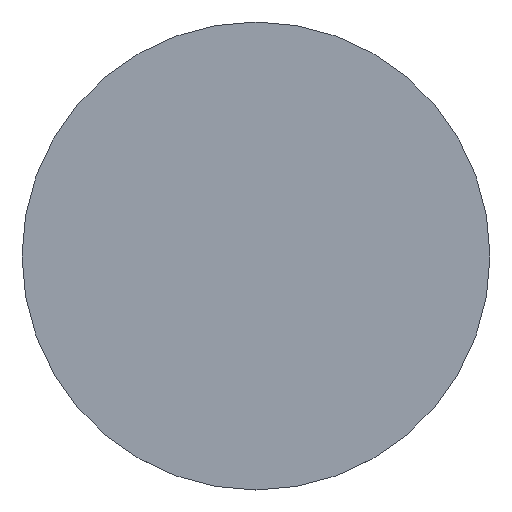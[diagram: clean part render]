
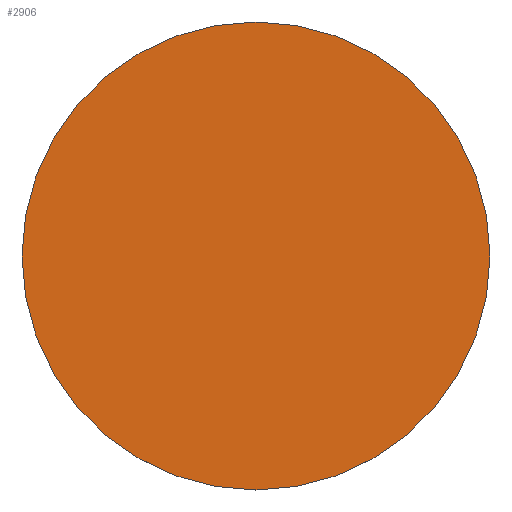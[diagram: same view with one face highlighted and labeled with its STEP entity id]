
A CAD part, top view. The second image highlights one B-rep face of the part: STEP entity #2906.
In plain terms, the highlighted planar face has unit normal (0, 0, 1).
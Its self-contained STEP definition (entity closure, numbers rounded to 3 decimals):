
#2890=CARTESIAN_POINT('',(-70.,-100.,40.799));
#2891=DIRECTION('',(0.,0.,1.));
#2892=DIRECTION('',(-1.,0.,0.));
#2893=AXIS2_PLACEMENT_3D('',#2890,#2891,#2892);
#2894=PLANE('',#2893);
#2895=CARTESIAN_POINT('',(-44.,-100.,40.799));
#2896=VERTEX_POINT('',#2895);
#2897=CARTESIAN_POINT('',(-70.,-100.,40.799));
#2898=DIRECTION('',(0.,0.,1.));
#2899=DIRECTION('',(1.,0.,-0.));
#2900=AXIS2_PLACEMENT_3D('',#2897,#2898,#2899);
#2901=CIRCLE('',#2900,26.);
#2902=EDGE_CURVE('',#2896,#2896,#2901,.T.);
#2903=ORIENTED_EDGE('',*,*,#2902,.T.);
#2904=EDGE_LOOP('',(#2903));
#2905=FACE_BOUND('',#2904,.T.);
#2906=ADVANCED_FACE('',(#2905),#2894,.T.);
